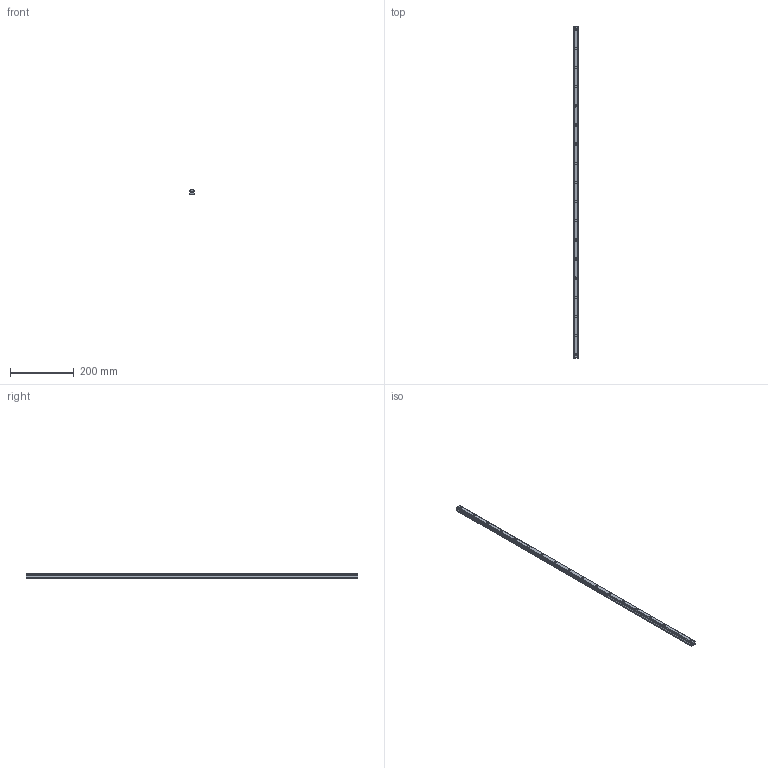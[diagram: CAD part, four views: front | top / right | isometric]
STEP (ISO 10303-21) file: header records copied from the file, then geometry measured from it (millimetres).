
FILE_DESCRIPTION(('STEP AP214'),'1');
FILE_NAME('cctmp_C3E947EF-E6C0-4E90-BC41-D657E3A25B9D_2020_4_23_12_45_31_708..stp','2020-04-23T10:45:31',('HIWIN GmbH'),('CADClick - www.CADClick.com'),'Spatial InterOp 3D',' ','unknown authorization');
FILE_SCHEMA(('AUTOMOTIVE_DESIGN'));
Length unit declared in the file: millimetre
Products named in the file (1): HGR15R1040H_FILE
Bounding box: 15 x 1040 x 15 mm (x, y, z)
Volume: 190837.3 mm3; surface area: 69687.7 mm2
Topology: 1 solids, 1 shells, 277 faces, 651 edges, 434 vertices
Faces by surface type: plane 143, cylinder 134
Entity records: 10273 total; most frequent: DIRECTION 1475, CARTESIAN_POINT 1363, ORIENTED_EDGE 1302, EDGE_CURVE 651, AXIS2_PLACEMENT_3D 546, VERTEX_POINT 434, LINE 383, VECTOR 383
